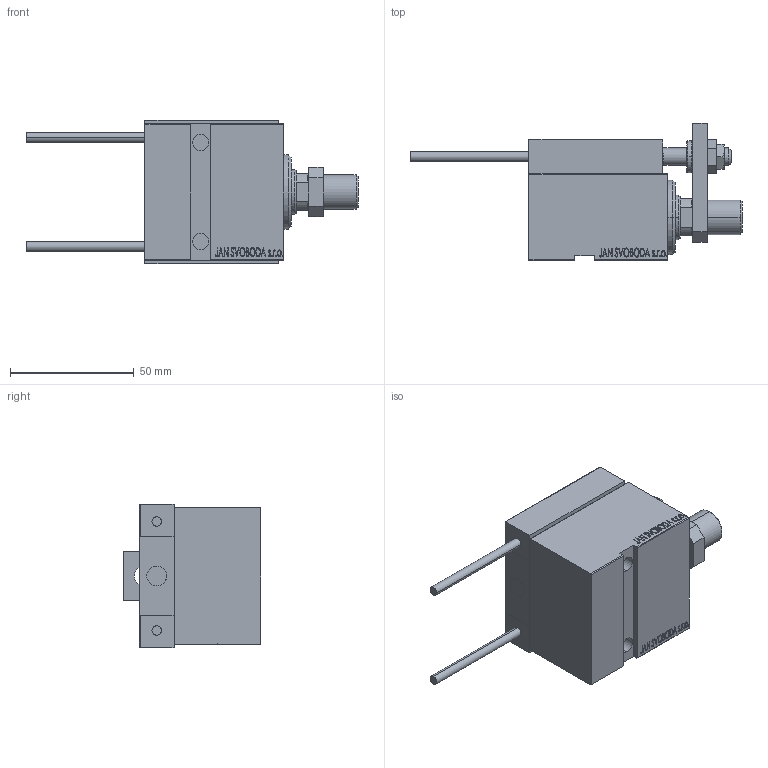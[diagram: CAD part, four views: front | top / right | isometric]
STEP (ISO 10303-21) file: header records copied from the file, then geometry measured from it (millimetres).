
FILE_DESCRIPTION (( 'STEP AP203' ), '1' );
FILE_NAME ('86db.STEP', '2021-11-01T22:40:45', ( '' ), ( '' ), 'SwSTEP 2.0', 'SolidWorks 2019', '' );
FILE_SCHEMA (( 'CONFIG_CONTROL_DESIGN' ));
Length unit declared in the file: millimetre
Products named in the file (17): ZARAZKA 0250df1eebb9098bc6638d44f5cfbc1d; ALLEN BOLT D8 0250df1eebb9098bc6638d44f5cfbc1d; V450CM_E_VCP 0250df1eebb9098bc6638d44f5cfbc1d; V450CM_VC_B 0250df1eebb9098bc6638d44f5cfbc1d; MAGNET 0250df1eebb9098bc6638d44f5cfbc1d; SWITCH X 0250df1eebb9098bc6638d44f5cfbc1d; Block 0250df1eebb9098bc6638d44f5cfbc1d; TYC_L79 0250df1eebb9098bc6638d44f5cfbc1d; NUT_D10 0250df1eebb9098bc6638d44f5cfbc1d; 86db; KONCOVKA 0250df1eebb9098bc6638d44f5cfbc1d; ALLEN BOLT D5 0250df1eebb9098bc6638d44f5cfbc1d; V450CM_MALE_METRIC 0250df1eebb9098bc6638d44f5cfbc1d; V450CM_E 0250df1eebb9098bc6638d44f5cfbc1d; NUT_D12 0250df1eebb9098bc6638d44f5cfbc1d; SWITCH DIM B,W 0250df1eebb9098bc6638d44f5cfbc1d; SWITCH_X_FRONT_BACK 0250df1eebb9098bc6638d44f5cfbc1d
Assembly tree (26 placements, depth 3):
  86db
    V450CM_E 0250df1eebb9098bc6638d44f5cfbc1d
    V450CM_E_VCP 0250df1eebb9098bc6638d44f5cfbc1d
    V450CM_VC_B 0250df1eebb9098bc6638d44f5cfbc1d
    V450CM_MALE_METRIC 0250df1eebb9098bc6638d44f5cfbc1d
    SWITCH X 0250df1eebb9098bc6638d44f5cfbc1d
      SWITCH_X_FRONT_BACK 0250df1eebb9098bc6638d44f5cfbc1d  x2
      TYC_L79 0250df1eebb9098bc6638d44f5cfbc1d
      Block 0250df1eebb9098bc6638d44f5cfbc1d  x2
      ALLEN BOLT D5 0250df1eebb9098bc6638d44f5cfbc1d  x4
      ALLEN BOLT D8 0250df1eebb9098bc6638d44f5cfbc1d  x4
      MAGNET 0250df1eebb9098bc6638d44f5cfbc1d  x2
      KONCOVKA 0250df1eebb9098bc6638d44f5cfbc1d  x2
    SWITCH DIM B,W 0250df1eebb9098bc6638d44f5cfbc1d
    ZARAZKA 0250df1eebb9098bc6638d44f5cfbc1d
    NUT_D10 0250df1eebb9098bc6638d44f5cfbc1d
    NUT_D12 0250df1eebb9098bc6638d44f5cfbc1d
Bounding box: 134 x 55.5 x 58 mm (x, y, z)
Volume: 149924.9 mm3; surface area: 53878.9 mm2
Topology: 25 solids, 25 shells, 1299 faces, 3111 edges, 1986 vertices
Faces by surface type: plane 572, bspline 380, cylinder 180, cone 117, torus 46, sphere 4
Entity records: 50353 total; most frequent: CARTESIAN_POINT 25507, ORIENTED_EDGE 5242, DIRECTION 3524, EDGE_CURVE 2621, VERTEX_POINT 1710, VECTOR 1514, LINE 1514, EDGE_LOOP 1203
